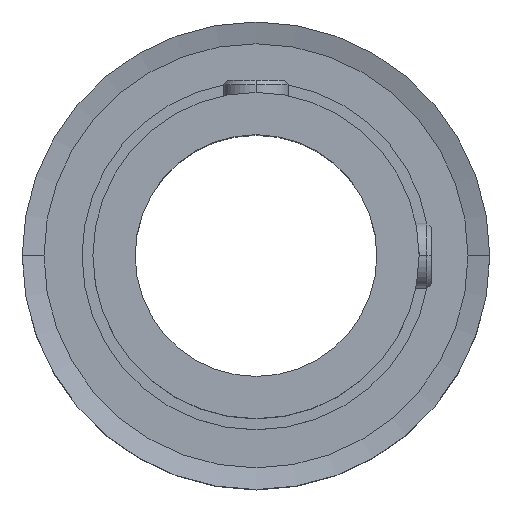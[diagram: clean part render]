
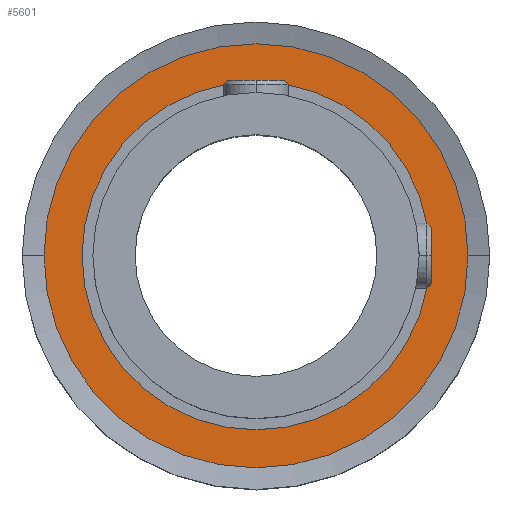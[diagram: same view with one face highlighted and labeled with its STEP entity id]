
A CAD part, top view. The second image highlights one B-rep face of the part: STEP entity #5601.
In plain terms, the highlighted planar face has unit normal (0, 0, 1).
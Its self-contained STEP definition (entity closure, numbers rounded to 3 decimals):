
#111 = ORIENTED_EDGE ( 'NONE', *, *, #4847, .T. ) ;
#207 = CIRCLE ( 'NONE', #2677, 16. ) ;
#277 = DIRECTION ( 'NONE',  ( 1., 0., 0. ) ) ;
#627 = AXIS2_PLACEMENT_3D ( 'NONE', #6615, #4513, #5562 ) ;
#659 = ORIENTED_EDGE ( 'NONE', *, *, #4915, .F. ) ;
#936 = VERTEX_POINT ( 'NONE', #3791 ) ;
#1606 = CARTESIAN_POINT ( 'NONE',  ( 16., 0., 21.1 ) ) ;
#1836 = DIRECTION ( 'NONE',  ( 1., 0., 0. ) ) ;
#2045 = CARTESIAN_POINT ( 'NONE',  ( -19.5, 0., 21.1 ) ) ;
#2259 = VERTEX_POINT ( 'NONE', #6539 ) ;
#2301 = AXIS2_PLACEMENT_3D ( 'NONE', #3405, #5518, #1836 ) ;
#2303 = EDGE_CURVE ( 'NONE', #936, #5504, #6189, .T. ) ;
#2356 = CARTESIAN_POINT ( 'NONE',  ( 0., 0., 21.1 ) ) ;
#2365 = AXIS2_PLACEMENT_3D ( 'NONE', #2356, #5034, #6073 ) ;
#2372 = VERTEX_POINT ( 'NONE', #2045 ) ;
#2522 = DIRECTION ( 'NONE',  ( 0., 0., 1. ) ) ;
#2597 = CIRCLE ( 'NONE', #2365, 19.5 ) ;
#2631 = EDGE_LOOP ( 'NONE', ( #659, #5768 ) ) ;
#2677 = AXIS2_PLACEMENT_3D ( 'NONE', #2875, #4473, #277 ) ;
#2875 = CARTESIAN_POINT ( 'NONE',  ( 0., 0., 21.1 ) ) ;
#3405 = CARTESIAN_POINT ( 'NONE',  ( 0., 0., 21.1 ) ) ;
#3409 = CIRCLE ( 'NONE', #5508, 19.5 ) ;
#3415 = PLANE ( 'NONE',  #627 ) ;
#3479 = EDGE_LOOP ( 'NONE', ( #4788, #111 ) ) ;
#3791 = CARTESIAN_POINT ( 'NONE',  ( -16., 0., 21.1 ) ) ;
#4004 = FACE_OUTER_BOUND ( 'NONE', #3479, .T. ) ;
#4473 = DIRECTION ( 'NONE',  ( 0., 0., 1. ) ) ;
#4513 = DIRECTION ( 'NONE',  ( 0., 0., 1. ) ) ;
#4643 = CARTESIAN_POINT ( 'NONE',  ( 0., 0., 21.1 ) ) ;
#4788 = ORIENTED_EDGE ( 'NONE', *, *, #5384, .T. ) ;
#4847 = EDGE_CURVE ( 'NONE', #2372, #2259, #2597, .T. ) ;
#4915 = EDGE_CURVE ( 'NONE', #5504, #936, #207, .T. ) ;
#5034 = DIRECTION ( 'NONE',  ( 0., 0., 1. ) ) ;
#5153 = FACE_BOUND ( 'NONE', #2631, .T. ) ;
#5384 = EDGE_CURVE ( 'NONE', #2259, #2372, #3409, .T. ) ;
#5504 = VERTEX_POINT ( 'NONE', #1606 ) ;
#5508 = AXIS2_PLACEMENT_3D ( 'NONE', #4643, #2522, #5687 ) ;
#5518 = DIRECTION ( 'NONE',  ( 0., 0., 1. ) ) ;
#5562 = DIRECTION ( 'NONE',  ( 1., 0., 0. ) ) ;
#5601 = ADVANCED_FACE ( 'NONE', ( #4004, #5153 ), #3415, .T. ) ;
#5687 = DIRECTION ( 'NONE',  ( 1., 0., 0. ) ) ;
#5768 = ORIENTED_EDGE ( 'NONE', *, *, #2303, .F. ) ;
#6073 = DIRECTION ( 'NONE',  ( 1., 0., 0. ) ) ;
#6189 = CIRCLE ( 'NONE', #2301, 16. ) ;
#6539 = CARTESIAN_POINT ( 'NONE',  ( 19.5, 0., 21.1 ) ) ;
#6615 = CARTESIAN_POINT ( 'NONE',  ( 0., 0., 21.1 ) ) ;
